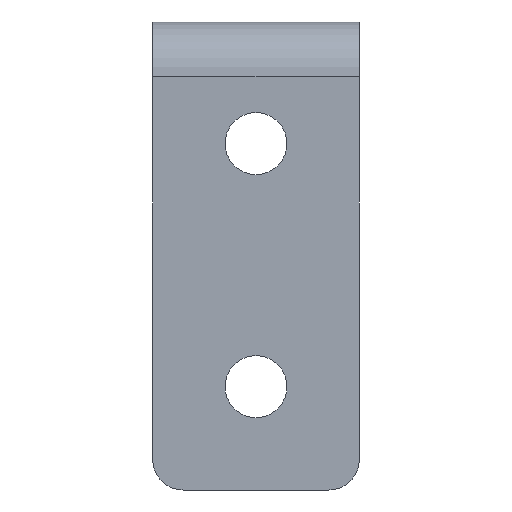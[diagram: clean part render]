
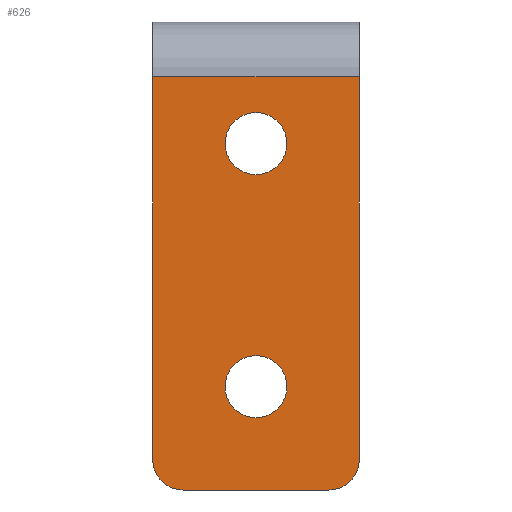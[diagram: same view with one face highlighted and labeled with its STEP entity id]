
A CAD part, front view. The second image highlights one B-rep face of the part: STEP entity #626.
In plain terms, the highlighted planar face has unit normal (0, -1, 0).
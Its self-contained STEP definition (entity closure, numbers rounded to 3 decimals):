
#8 = EDGE_LOOP ( 'NONE', ( #464, #245, #319, #244, #416, #61 ) ) ;
#24 = PLANE ( 'NONE',  #527 ) ;
#30 = CARTESIAN_POINT ( 'NONE',  ( 17., 0., -38.5 ) ) ;
#34 = AXIS2_PLACEMENT_3D ( 'NONE', #225, #608, #158 ) ;
#61 = ORIENTED_EDGE ( 'NONE', *, *, #607, .T. ) ;
#68 = DIRECTION ( 'NONE',  ( -1., 0., 0. ) ) ;
#69 = CARTESIAN_POINT ( 'NONE',  ( 17., 0., 0. ) ) ;
#72 = EDGE_CURVE ( 'NONE', #664, #216, #167, .T. ) ;
#75 = FACE_OUTER_BOUND ( 'NONE', #8, .T. ) ;
#92 = VECTOR ( 'NONE', #304, 1000. ) ;
#107 = EDGE_CURVE ( 'NONE', #139, #109, #154, .T. ) ;
#109 = VERTEX_POINT ( 'NONE', #191 ) ;
#127 = CARTESIAN_POINT ( 'NONE',  ( 8.5, 0., -30. ) ) ;
#128 = VERTEX_POINT ( 'NONE', #762 ) ;
#130 = EDGE_LOOP ( 'NONE', ( #407, #535 ) ) ;
#139 = VERTEX_POINT ( 'NONE', #738 ) ;
#148 = VERTEX_POINT ( 'NONE', #551 ) ;
#154 = LINE ( 'NONE', #312, #92 ) ;
#155 = DIRECTION ( 'NONE',  ( 0., 1., 0. ) ) ;
#158 = DIRECTION ( 'NONE',  ( 0., 0., 1. ) ) ;
#167 = CIRCLE ( 'NONE', #360, 2.5 ) ;
#182 = EDGE_LOOP ( 'NONE', ( #714, #560 ) ) ;
#191 = CARTESIAN_POINT ( 'NONE',  ( 0., 0., -36. ) ) ;
#206 = EDGE_CURVE ( 'NONE', #664, #148, #471, .T. ) ;
#210 = DIRECTION ( 'NONE',  ( 0., 0., 1. ) ) ;
#216 = VERTEX_POINT ( 'NONE', #818 ) ;
#225 = CARTESIAN_POINT ( 'NONE',  ( 8.5, 0., -30. ) ) ;
#233 = DIRECTION ( 'NONE',  ( 0., 0., 1. ) ) ;
#244 = ORIENTED_EDGE ( 'NONE', *, *, #72, .T. ) ;
#245 = ORIENTED_EDGE ( 'NONE', *, *, #341, .T. ) ;
#264 = CARTESIAN_POINT ( 'NONE',  ( 14.5, 0., -36. ) ) ;
#267 = DIRECTION ( 'NONE',  ( 0., -1., 0. ) ) ;
#268 = CARTESIAN_POINT ( 'NONE',  ( 8.5, 0., -7.45 ) ) ;
#277 = VERTEX_POINT ( 'NONE', #565 ) ;
#298 = DIRECTION ( 'NONE',  ( 0., 0., 1. ) ) ;
#302 = CARTESIAN_POINT ( 'NONE',  ( 2.5, 0., -36. ) ) ;
#304 = DIRECTION ( 'NONE',  ( 0., 0., -1. ) ) ;
#305 = VECTOR ( 'NONE', #780, 1000. ) ;
#312 = CARTESIAN_POINT ( 'NONE',  ( 0., 0., 0. ) ) ;
#319 = ORIENTED_EDGE ( 'NONE', *, *, #206, .F. ) ;
#323 = CIRCLE ( 'NONE', #351, 2.55 ) ;
#333 = LINE ( 'NONE', #69, #305 ) ;
#341 = EDGE_CURVE ( 'NONE', #109, #148, #701, .T. ) ;
#342 = CARTESIAN_POINT ( 'NONE',  ( 14.5, 0., -38.5 ) ) ;
#348 = AXIS2_PLACEMENT_3D ( 'NONE', #127, #777, #361 ) ;
#351 = AXIS2_PLACEMENT_3D ( 'NONE', #454, #518, #645 ) ;
#355 = CARTESIAN_POINT ( 'NONE',  ( 17., 0., -4.5 ) ) ;
#360 = AXIS2_PLACEMENT_3D ( 'NONE', #264, #267, #298 ) ;
#361 = DIRECTION ( 'NONE',  ( 0., 0., 1. ) ) ;
#383 = VERTEX_POINT ( 'NONE', #479 ) ;
#385 = EDGE_CURVE ( 'NONE', #277, #128, #730, .T. ) ;
#407 = ORIENTED_EDGE ( 'NONE', *, *, #682, .T. ) ;
#416 = ORIENTED_EDGE ( 'NONE', *, *, #783, .F. ) ;
#429 = CIRCLE ( 'NONE', #348, 2.55 ) ;
#440 = CARTESIAN_POINT ( 'NONE',  ( 17., 0., 0. ) ) ;
#441 = FACE_BOUND ( 'NONE', #182, .T. ) ;
#454 = CARTESIAN_POINT ( 'NONE',  ( 8.5, 0., -10. ) ) ;
#463 = VERTEX_POINT ( 'NONE', #355 ) ;
#464 = ORIENTED_EDGE ( 'NONE', *, *, #107, .T. ) ;
#471 = LINE ( 'NONE', #30, #509 ) ;
#479 = CARTESIAN_POINT ( 'NONE',  ( 8.5, 0., -12.55 ) ) ;
#486 = VERTEX_POINT ( 'NONE', #268 ) ;
#494 = DIRECTION ( 'NONE',  ( -1., 0., 0. ) ) ;
#503 = EDGE_CURVE ( 'NONE', #486, #383, #820, .T. ) ;
#509 = VECTOR ( 'NONE', #68, 1000. ) ;
#518 = DIRECTION ( 'NONE',  ( 0., 1., 0. ) ) ;
#527 = AXIS2_PLACEMENT_3D ( 'NONE', #440, #691, #590 ) ;
#529 = CARTESIAN_POINT ( 'NONE',  ( 8.5, 0., -10. ) ) ;
#535 = ORIENTED_EDGE ( 'NONE', *, *, #385, .T. ) ;
#545 = CARTESIAN_POINT ( 'NONE',  ( 17., 0., -4.5 ) ) ;
#551 = CARTESIAN_POINT ( 'NONE',  ( 2.5, 0., -38.5 ) ) ;
#560 = ORIENTED_EDGE ( 'NONE', *, *, #831, .T. ) ;
#565 = CARTESIAN_POINT ( 'NONE',  ( 8.5, 0., -32.55 ) ) ;
#590 = DIRECTION ( 'NONE',  ( 0., 0., 1. ) ) ;
#607 = EDGE_CURVE ( 'NONE', #463, #139, #621, .T. ) ;
#608 = DIRECTION ( 'NONE',  ( 0., 1., 0. ) ) ;
#618 = FACE_BOUND ( 'NONE', #130, .T. ) ;
#619 = VECTOR ( 'NONE', #494, 1000. ) ;
#621 = LINE ( 'NONE', #545, #619 ) ;
#626 = ADVANCED_FACE ( 'NONE', ( #618, #441, #75 ), #24, .F. ) ;
#645 = DIRECTION ( 'NONE',  ( 0., 0., 1. ) ) ;
#664 = VERTEX_POINT ( 'NONE', #342 ) ;
#682 = EDGE_CURVE ( 'NONE', #128, #277, #429, .T. ) ;
#683 = DIRECTION ( 'NONE',  ( 0., -1., 0. ) ) ;
#691 = DIRECTION ( 'NONE',  ( 0., 1., 0. ) ) ;
#701 = CIRCLE ( 'NONE', #841, 2.5 ) ;
#714 = ORIENTED_EDGE ( 'NONE', *, *, #503, .T. ) ;
#730 = CIRCLE ( 'NONE', #34, 2.55 ) ;
#738 = CARTESIAN_POINT ( 'NONE',  ( 0., 0., -4.5 ) ) ;
#742 = AXIS2_PLACEMENT_3D ( 'NONE', #529, #155, #210 ) ;
#762 = CARTESIAN_POINT ( 'NONE',  ( 8.5, 0., -27.45 ) ) ;
#777 = DIRECTION ( 'NONE',  ( 0., 1., 0. ) ) ;
#780 = DIRECTION ( 'NONE',  ( 0., 0., -1. ) ) ;
#783 = EDGE_CURVE ( 'NONE', #463, #216, #333, .T. ) ;
#818 = CARTESIAN_POINT ( 'NONE',  ( 17., 0., -36. ) ) ;
#820 = CIRCLE ( 'NONE', #742, 2.55 ) ;
#831 = EDGE_CURVE ( 'NONE', #383, #486, #323, .T. ) ;
#841 = AXIS2_PLACEMENT_3D ( 'NONE', #302, #683, #233 ) ;
